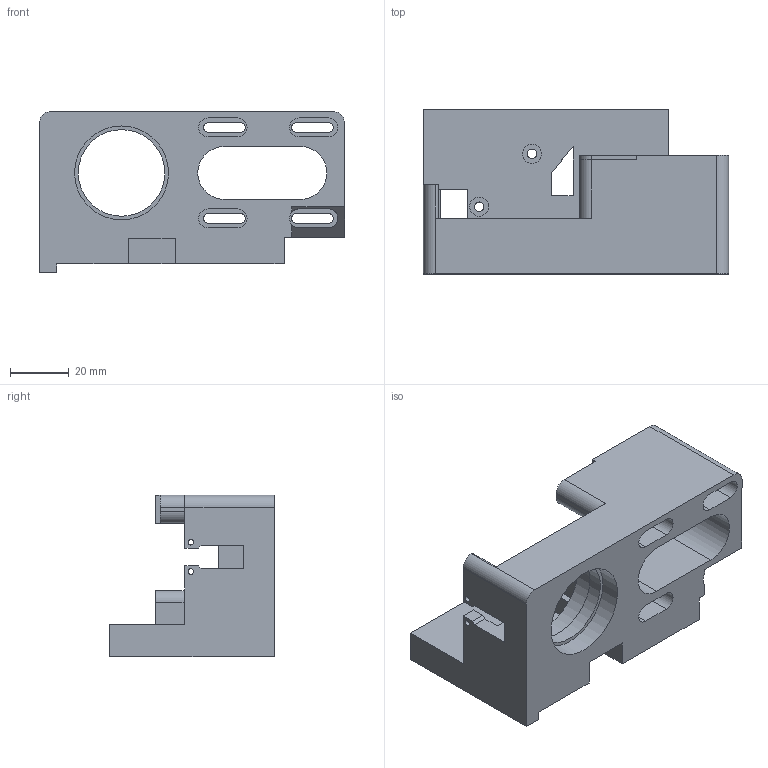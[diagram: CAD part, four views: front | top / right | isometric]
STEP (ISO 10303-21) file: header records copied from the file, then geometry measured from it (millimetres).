
FILE_DESCRIPTION(/* description */ (''),/* implementation_level */ '2;1');
FILE_NAME(/* name */ 'carriage-mount.step',/* time_stamp */ '2025-10-27T10:15:56+01:00',/* author */ (''),/* organization */ (''),/* preprocessor_version */ 'ST-DEVELOPER v20.1',/* originating_system */ 'Autodesk Translation Framework v14.17.0.0',/* authorisation */ '');
FILE_SCHEMA (('AUTOMOTIVE_DESIGN { 1 0 10303 214 3 1 1 }'));
Length unit declared in the file: millimetre
Products named in the file (1): carriage-mount
Bounding box: 104 x 56 x 55 mm (x, y, z)
Volume: 97815.3 mm3; surface area: 35552.9 mm2
Topology: 1 solids, 1 shells, 124 faces, 341 edges, 226 vertices
Faces by surface type: plane 89, cylinder 35
Full cylindrical faces by diameter (mm): 1.9 x2, 3.2 x2, 6.5 x2, 29.5 x1, 32 x2
Entity records: 4013 total; most frequent: CARTESIAN_POINT 692, ORIENTED_EDGE 682, DIRECTION 663, EDGE_CURVE 341, LINE 269, VECTOR 269, VERTEX_POINT 226, AXIS2_PLACEMENT_3D 197
